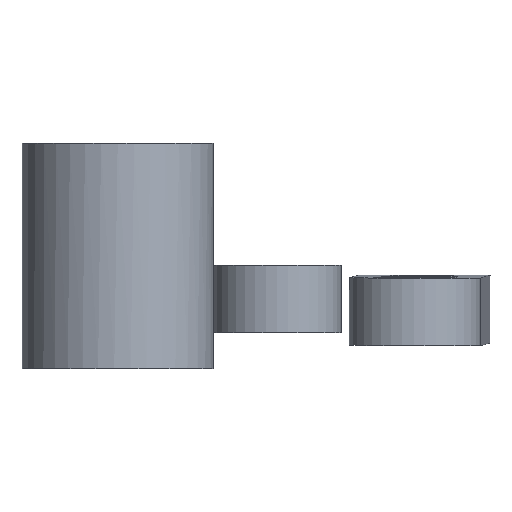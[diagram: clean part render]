
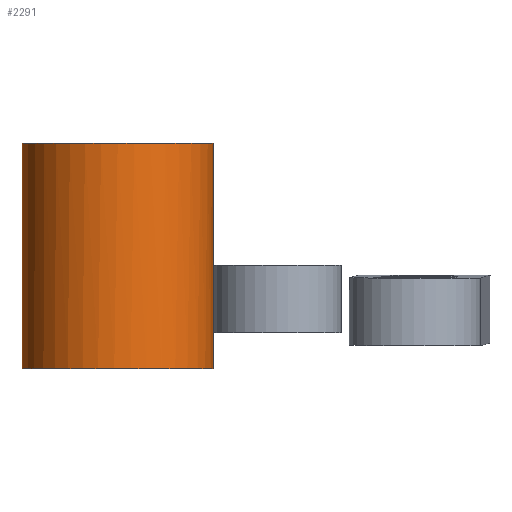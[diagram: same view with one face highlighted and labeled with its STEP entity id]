
A CAD part, front view. The second image highlights one B-rep face of the part: STEP entity #2291.
In plain terms, the highlighted cylindrical face has radius 25.488 mm (diameter 50.975 mm), a full revolution.
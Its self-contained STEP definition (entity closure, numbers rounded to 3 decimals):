
#269=FACE_OUTER_BOUND('',#441,.T.);
#441=EDGE_LOOP('',(#2078,#2079,#2080,#2081,#2082,#2083,#2084,#2085,#2086));
#618=LINE('',#4037,#792);
#619=LINE('',#4038,#793);
#620=LINE('',#4039,#794);
#792=VECTOR('',#3363,25.488);
#793=VECTOR('',#3364,10.);
#794=VECTOR('',#3365,10.);
#905=CIRCLE('',#2605,25.488);
#906=CIRCLE('',#2606,25.488);
#915=CIRCLE('',#2618,25.488);
#916=CIRCLE('',#2619,25.488);
#935=CIRCLE('',#2645,25.488);
#1121=VERTEX_POINT('',#3939);
#1122=VERTEX_POINT('',#3940);
#1131=VERTEX_POINT('',#3964);
#1133=VERTEX_POINT('',#3967);
#1134=VERTEX_POINT('',#3969);
#1149=VERTEX_POINT('',#4013);
#1150=VERTEX_POINT('',#4014);
#1419=EDGE_CURVE('',#1121,#1122,#905,.T.);
#1420=EDGE_CURVE('',#1122,#1121,#906,.T.);
#1432=EDGE_CURVE('',#1133,#1131,#915,.T.);
#1433=EDGE_CURVE('',#1134,#1133,#916,.T.);
#1455=EDGE_CURVE('',#1149,#1150,#935,.T.);
#1467=EDGE_CURVE('',#1122,#1133,#618,.T.);
#1468=EDGE_CURVE('',#1150,#1131,#619,.T.);
#1469=EDGE_CURVE('',#1134,#1149,#620,.T.);
#2078=ORIENTED_EDGE('',*,*,#1419,.F.);
#2079=ORIENTED_EDGE('',*,*,#1420,.F.);
#2080=ORIENTED_EDGE('',*,*,#1467,.T.);
#2081=ORIENTED_EDGE('',*,*,#1432,.T.);
#2082=ORIENTED_EDGE('',*,*,#1468,.F.);
#2083=ORIENTED_EDGE('',*,*,#1455,.F.);
#2084=ORIENTED_EDGE('',*,*,#1469,.F.);
#2085=ORIENTED_EDGE('',*,*,#1433,.T.);
#2086=ORIENTED_EDGE('',*,*,#1467,.F.);
#2174=CYLINDRICAL_SURFACE('',#2657,25.488);
#2291=ADVANCED_FACE('',(#269),#2174,.T.);
#2605=AXIS2_PLACEMENT_3D('',#3941,#3246,#3247);
#2606=AXIS2_PLACEMENT_3D('',#3942,#3248,#3249);
#2618=AXIS2_PLACEMENT_3D('',#3968,#3275,#3276);
#2619=AXIS2_PLACEMENT_3D('',#3970,#3277,#3278);
#2645=AXIS2_PLACEMENT_3D('',#4015,#3332,#3333);
#2657=AXIS2_PLACEMENT_3D('',#4036,#3361,#3362);
#3246=DIRECTION('center_axis',(0.,0.,1.));
#3247=DIRECTION('ref_axis',(1.,0.,0.));
#3248=DIRECTION('center_axis',(0.,0.,1.));
#3249=DIRECTION('ref_axis',(1.,0.,0.));
#3275=DIRECTION('center_axis',(0.,0.,1.));
#3276=DIRECTION('ref_axis',(-0.709,0.705,0.));
#3277=DIRECTION('center_axis',(0.,0.,1.));
#3278=DIRECTION('ref_axis',(-0.709,0.705,0.));
#3332=DIRECTION('center_axis',(0.,0.,-1.));
#3333=DIRECTION('ref_axis',(-0.709,0.705,0.));
#3361=DIRECTION('center_axis',(0.,0.,1.));
#3362=DIRECTION('ref_axis',(1.,0.,0.));
#3363=DIRECTION('',(0.,0.,-1.));
#3364=DIRECTION('',(0.,0.,-1.));
#3365=DIRECTION('',(0.,0.,1.));
#3939=CARTESIAN_POINT('',(25.488,-81.184,50.5));
#3940=CARTESIAN_POINT('',(-25.488,-81.184,50.5));
#3941=CARTESIAN_POINT('Origin',(0.,-81.184,50.5));
#3942=CARTESIAN_POINT('Origin',(0.,-81.184,50.5));
#3964=CARTESIAN_POINT('',(18.075,-63.214,-9.5));
#3967=CARTESIAN_POINT('',(-25.488,-81.184,-9.5));
#3968=CARTESIAN_POINT('Origin',(0.,-81.184,
-9.5));
#3969=CARTESIAN_POINT('',(-18.075,-63.214,-9.5));
#3970=CARTESIAN_POINT('Origin',(0.,-81.184,
-9.5));
#4013=CARTESIAN_POINT('',(-18.075,-63.214,9.5));
#4014=CARTESIAN_POINT('',(18.075,-63.214,9.5));
#4015=CARTESIAN_POINT('Origin',(0.,-81.184,
9.5));
#4036=CARTESIAN_POINT('Origin',(0.,-81.184,
0.));
#4037=CARTESIAN_POINT('',(-25.488,-81.184,0.));
#4038=CARTESIAN_POINT('',(18.075,-63.214,0.));
#4039=CARTESIAN_POINT('',(-18.075,-63.214,0.));
